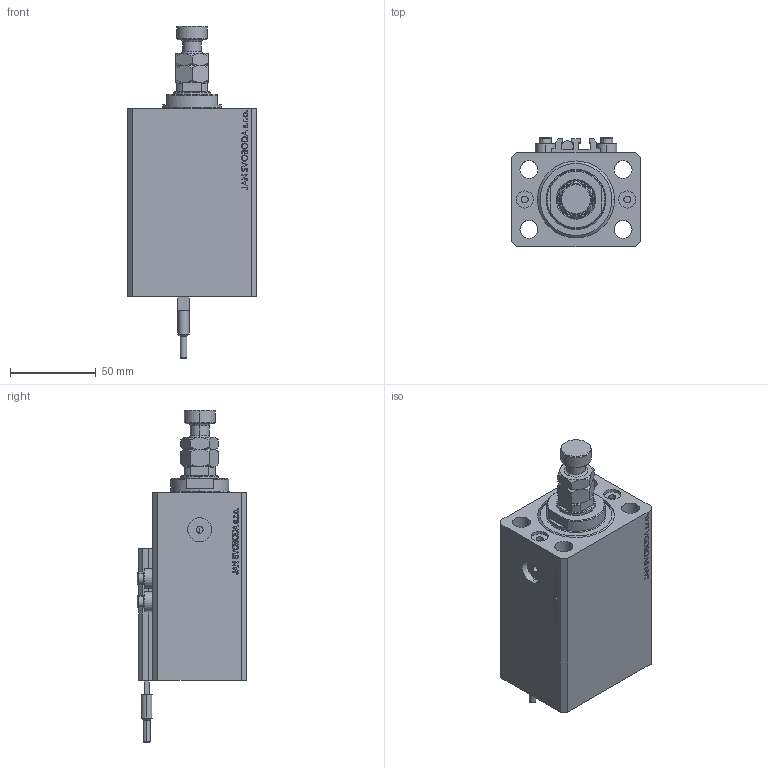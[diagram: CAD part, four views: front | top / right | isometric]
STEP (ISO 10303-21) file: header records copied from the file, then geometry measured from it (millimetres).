
FILE_DESCRIPTION (( 'STEP AP203' ), '1' );
FILE_NAME ('cfd8.STEP', '2023-10-07T17:07:26', ( '' ), ( '' ), 'SwSTEP 2.0', 'SolidWorks 2019', '' );
FILE_SCHEMA (( 'CONFIG_CONTROL_DESIGN' ));
Length unit declared in the file: millimetre
Products named in the file (7): V250CE_C_Body 10ad521dff124b89c16f9f2cfe0f140c; SWITCH_V250CE 10ad521dff124b89c16f9f2cfe0f140c; ALLEN BOLT V250CE 10ad521dff124b89c16f9f2cfe0f140c; V250CE_C_VCP 10ad521dff124b89c16f9f2cfe0f140c; cfd8; V250CE_VC_C 10ad521dff124b89c16f9f2cfe0f140c; MFA 10ad521dff124b89c16f9f2cfe0f140c
Assembly tree (9 placements, depth 2):
  cfd8
    V250CE_C_Body 10ad521dff124b89c16f9f2cfe0f140c
    ALLEN BOLT V250CE 10ad521dff124b89c16f9f2cfe0f140c  x4
    V250CE_C_VCP 10ad521dff124b89c16f9f2cfe0f140c
    V250CE_VC_C 10ad521dff124b89c16f9f2cfe0f140c
    MFA 10ad521dff124b89c16f9f2cfe0f140c
    SWITCH_V250CE 10ad521dff124b89c16f9f2cfe0f140c
Bounding box: 75 x 64 x 194 mm (x, y, z)
Volume: 418785.4 mm3; surface area: 95189.5 mm2
Topology: 10 solids, 10 shells, 1112 faces, 2760 edges, 1789 vertices
Faces by surface type: plane 536, bspline 374, cylinder 96, cone 86, torus 20
Entity records: 49676 total; most frequent: CARTESIAN_POINT 26524, ORIENTED_EDGE 5210, DIRECTION 3369, EDGE_CURVE 2605, VERTEX_POINT 1705, LINE 1537, VECTOR 1537, EDGE_LOOP 1162
